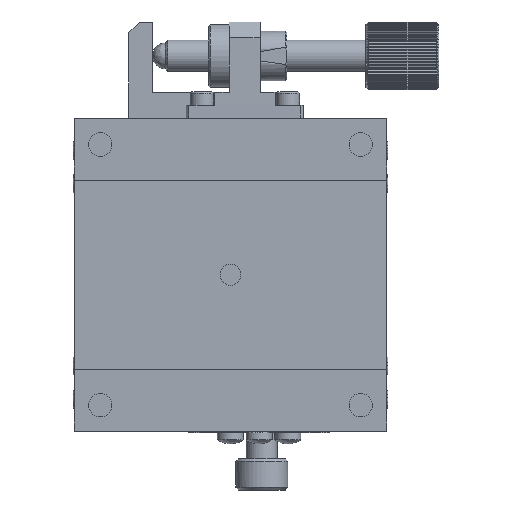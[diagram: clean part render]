
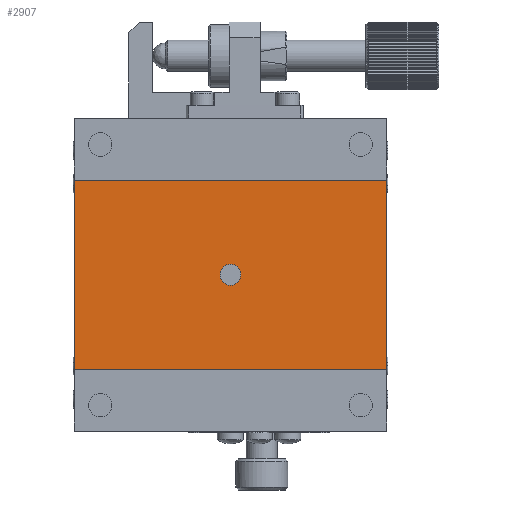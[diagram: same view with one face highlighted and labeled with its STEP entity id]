
A CAD part, front view. The second image highlights one B-rep face of the part: STEP entity #2907.
In plain terms, the highlighted planar face has unit normal (0, 1, 0).
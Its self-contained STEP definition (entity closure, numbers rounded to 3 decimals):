
#68 = CARTESIAN_POINT ( 'NONE',  ( 0., 0.35, -18.15 ) ) ;
#120 = VERTEX_POINT ( 'NONE', #2678 ) ;
#177 = VECTOR ( 'NONE', #11844, 1000. ) ;
#334 = DIRECTION ( 'NONE',  ( -1., 0., 0. ) ) ;
#789 = VERTEX_POINT ( 'NONE', #2195 ) ;
#1630 = VERTEX_POINT ( 'NONE', #8563 ) ;
#2146 = EDGE_LOOP ( 'NONE', ( #17023, #14275, #3039, #12802 ) ) ;
#2195 = CARTESIAN_POINT ( 'NONE',  ( 30., 0.35, -18.15 ) ) ;
#2212 = FACE_OUTER_BOUND ( 'NONE', #2146, .T. ) ;
#2678 = CARTESIAN_POINT ( 'NONE',  ( -30., 0.35, 18.15 ) ) ;
#2821 = VECTOR ( 'NONE', #3201, 1000. ) ;
#2907 = ADVANCED_FACE ( 'NONE', ( #8929, #2212 ), #7607, .T. ) ;
#3039 = ORIENTED_EDGE ( 'NONE', *, *, #13286, .T. ) ;
#3201 = DIRECTION ( 'NONE',  ( 0., 0., 1. ) ) ;
#3938 = EDGE_LOOP ( 'NONE', ( #13659 ) ) ;
#4313 = AXIS2_PLACEMENT_3D ( 'NONE', #16638, #4496, #9895 ) ;
#4340 = CARTESIAN_POINT ( 'NONE',  ( 0., 0.35, 2. ) ) ;
#4496 = DIRECTION ( 'NONE',  ( 0., 1., 0. ) ) ;
#4537 = EDGE_CURVE ( 'NONE', #789, #1630, #8296, .T. ) ;
#7444 = VECTOR ( 'NONE', #10281, 1000. ) ;
#7607 = PLANE ( 'NONE',  #4313 ) ;
#7669 = AXIS2_PLACEMENT_3D ( 'NONE', #14848, #9345, #14759 ) ;
#7705 = VERTEX_POINT ( 'NONE', #7887 ) ;
#7887 = CARTESIAN_POINT ( 'NONE',  ( 30., 0.35, 18.15 ) ) ;
#8016 = CIRCLE ( 'NONE', #7669, 2. ) ;
#8296 = LINE ( 'NONE', #68, #16841 ) ;
#8563 = CARTESIAN_POINT ( 'NONE',  ( -30., 0.35, -18.15 ) ) ;
#8929 = FACE_BOUND ( 'NONE', #3938, .T. ) ;
#9345 = DIRECTION ( 'NONE',  ( 0., -1., 0. ) ) ;
#9890 = EDGE_CURVE ( 'NONE', #1630, #120, #16672, .T. ) ;
#9895 = DIRECTION ( 'NONE',  ( 0., 0., 1. ) ) ;
#10281 = DIRECTION ( 'NONE',  ( 0., 0., -1. ) ) ;
#10365 = CARTESIAN_POINT ( 'NONE',  ( 30., 0.35, 0. ) ) ;
#10915 = EDGE_CURVE ( 'NONE', #12229, #12229, #8016, .T. ) ;
#11844 = DIRECTION ( 'NONE',  ( 1., 0., 0. ) ) ;
#12229 = VERTEX_POINT ( 'NONE', #4340 ) ;
#12802 = ORIENTED_EDGE ( 'NONE', *, *, #4537, .T. ) ;
#13008 = CARTESIAN_POINT ( 'NONE',  ( 0., 0.35, 18.15 ) ) ;
#13118 = LINE ( 'NONE', #10365, #7444 ) ;
#13286 = EDGE_CURVE ( 'NONE', #7705, #789, #13118, .T. ) ;
#13659 = ORIENTED_EDGE ( 'NONE', *, *, #10915, .T. ) ;
#14275 = ORIENTED_EDGE ( 'NONE', *, *, #15790, .T. ) ;
#14759 = DIRECTION ( 'NONE',  ( 0., 0., 1. ) ) ;
#14848 = CARTESIAN_POINT ( 'NONE',  ( 0., 0.35, 0. ) ) ;
#15790 = EDGE_CURVE ( 'NONE', #120, #7705, #16994, .T. ) ;
#16638 = CARTESIAN_POINT ( 'NONE',  ( 0., 0.35, 0. ) ) ;
#16672 = LINE ( 'NONE', #16763, #2821 ) ;
#16763 = CARTESIAN_POINT ( 'NONE',  ( -30., 0.35, 0. ) ) ;
#16841 = VECTOR ( 'NONE', #334, 1000. ) ;
#16994 = LINE ( 'NONE', #13008, #177 ) ;
#17023 = ORIENTED_EDGE ( 'NONE', *, *, #9890, .T. ) ;
